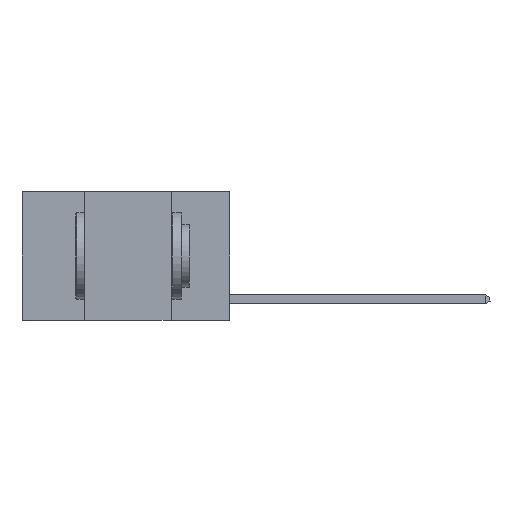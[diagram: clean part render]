
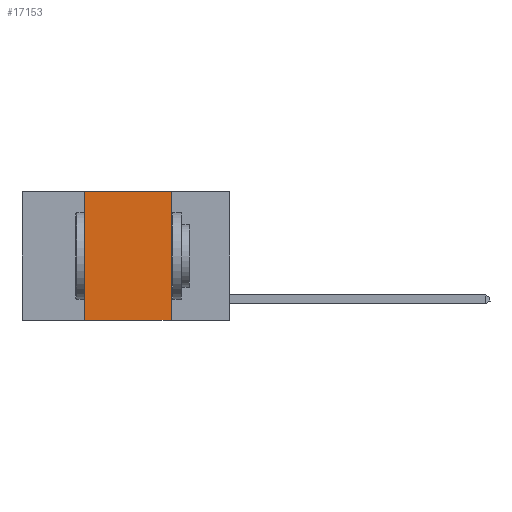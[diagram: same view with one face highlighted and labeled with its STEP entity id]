
A CAD part, left-side view. The second image highlights one B-rep face of the part: STEP entity #17153.
In plain terms, the highlighted planar face has unit normal (-1, 0, 0).
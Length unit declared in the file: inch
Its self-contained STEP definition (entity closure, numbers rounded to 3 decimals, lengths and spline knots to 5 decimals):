
#540 = LINE ( 'NONE', #5467, #5309 ) ;
#589 = ORIENTED_EDGE ( 'NONE', *, *, #7216, .F. ) ;
#2475 = DIRECTION ( 'NONE',  ( 0., 0., -1. ) ) ;
#4392 = VERTEX_POINT ( 'NONE', #23250 ) ;
#4908 = VECTOR ( 'NONE', #21919, 39.37008 ) ;
#4992 = VECTOR ( 'NONE', #2475, 39.37008 ) ;
#5215 = LINE ( 'NONE', #8536, #10555 ) ;
#5249 = CARTESIAN_POINT ( 'NONE',  ( 0., 0.17, 0. ) ) ;
#5309 = VECTOR ( 'NONE', #23519, 39.37008 ) ;
#5467 = CARTESIAN_POINT ( 'NONE',  ( 0., 0.42, 0. ) ) ;
#5957 = CARTESIAN_POINT ( 'NONE',  ( 0., 0.6, -0.37 ) ) ;
#6840 = CARTESIAN_POINT ( 'NONE',  ( 0., 0.6, 0. ) ) ;
#6872 = LINE ( 'NONE', #10523, #4992 ) ;
#7216 = EDGE_CURVE ( 'NONE', #19557, #8128, #5215, .T. ) ;
#7666 = FACE_OUTER_BOUND ( 'NONE', #9356, .T. ) ;
#8128 = VERTEX_POINT ( 'NONE', #5249 ) ;
#8536 = CARTESIAN_POINT ( 'NONE',  ( 0., 0.6, 0. ) ) ;
#8845 = DIRECTION ( 'NONE',  ( 0., 0., -1. ) ) ;
#9356 = EDGE_LOOP ( 'NONE', ( #20637, #589, #10720, #22550 ) ) ;
#9940 = EDGE_CURVE ( 'NONE', #19601, #19557, #540, .T. ) ;
#10523 = CARTESIAN_POINT ( 'NONE',  ( 0., 0.17, 0. ) ) ;
#10555 = VECTOR ( 'NONE', #20471, 39.37008 ) ;
#10720 = ORIENTED_EDGE ( 'NONE', *, *, #9940, .F. ) ;
#15038 = EDGE_CURVE ( 'NONE', #19601, #4392, #20807, .T. ) ;
#17153 = ADVANCED_FACE ( 'NONE', ( #7666 ), #18803, .F. ) ;
#18803 = PLANE ( 'NONE',  #19733 ) ;
#19557 = VERTEX_POINT ( 'NONE', #23774 ) ;
#19601 = VERTEX_POINT ( 'NONE', #25819 ) ;
#19733 = AXIS2_PLACEMENT_3D ( 'NONE', #6840, #20779, #8845 ) ;
#19796 = EDGE_CURVE ( 'NONE', #8128, #4392, #6872, .T. ) ;
#20471 = DIRECTION ( 'NONE',  ( 0., -1., 0. ) ) ;
#20637 = ORIENTED_EDGE ( 'NONE', *, *, #19796, .F. ) ;
#20779 = DIRECTION ( 'NONE',  ( 1., 0., 0. ) ) ;
#20807 = LINE ( 'NONE', #5957, #4908 ) ;
#21919 = DIRECTION ( 'NONE',  ( 0., -1., 0. ) ) ;
#22550 = ORIENTED_EDGE ( 'NONE', *, *, #15038, .T. ) ;
#23250 = CARTESIAN_POINT ( 'NONE',  ( 0., 0.17, -0.37 ) ) ;
#23519 = DIRECTION ( 'NONE',  ( 0., 0., 1. ) ) ;
#23774 = CARTESIAN_POINT ( 'NONE',  ( 0., 0.42, 0. ) ) ;
#25819 = CARTESIAN_POINT ( 'NONE',  ( 0., 0.42, -0.37 ) ) ;
